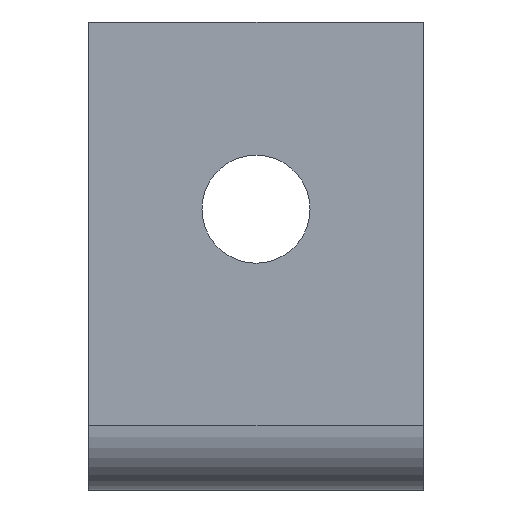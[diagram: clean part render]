
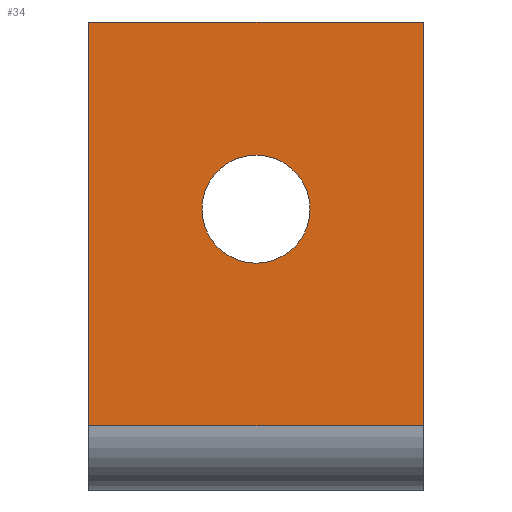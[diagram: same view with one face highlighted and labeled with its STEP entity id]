
A CAD part, left-side view. The second image highlights one B-rep face of the part: STEP entity #34.
In plain terms, the highlighted planar face has unit normal (-1, 0, 0).
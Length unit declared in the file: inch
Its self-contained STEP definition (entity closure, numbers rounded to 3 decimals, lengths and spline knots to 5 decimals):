
#10 = DIRECTION ( 'NONE',  ( -1., 0., 0. ) ) ;
#21 = LINE ( 'NONE', #380, #407 ) ;
#34 = ADVANCED_FACE ( 'NONE', ( #35, #157 ), #442, .T. ) ;
#35 = FACE_BOUND ( 'NONE', #445, .T. ) ;
#43 = ORIENTED_EDGE ( 'NONE', *, *, #467, .F. ) ;
#61 = ORIENTED_EDGE ( 'NONE', *, *, #598, .T. ) ;
#73 = CARTESIAN_POINT ( 'NONE',  ( 0., -0.3125, 0.875 ) ) ;
#84 = VERTEX_POINT ( 'NONE', #73 ) ;
#105 = CARTESIAN_POINT ( 'NONE',  ( 0., -0.3125, 0.875 ) ) ;
#106 = VERTEX_POINT ( 'NONE', #362 ) ;
#119 = DIRECTION ( 'NONE',  ( 1., 0., 0. ) ) ;
#141 = DIRECTION ( 'NONE',  ( 1., 0., 0. ) ) ;
#152 = CARTESIAN_POINT ( 'NONE',  ( 0., 0.3125, 0.12 ) ) ;
#157 = FACE_OUTER_BOUND ( 'NONE', #432, .T. ) ;
#160 = ORIENTED_EDGE ( 'NONE', *, *, #538, .T. ) ;
#163 = AXIS2_PLACEMENT_3D ( 'NONE', #399, #10, #493 ) ;
#170 = DIRECTION ( 'NONE',  ( 0., -1., 0. ) ) ;
#179 = AXIS2_PLACEMENT_3D ( 'NONE', #422, #141, #470 ) ;
#185 = CARTESIAN_POINT ( 'NONE',  ( 0., -0.3125, 0.12 ) ) ;
#195 = DIRECTION ( 'NONE',  ( 0., 0., -1. ) ) ;
#242 = CIRCLE ( 'NONE', #464, 0.101 ) ;
#276 = LINE ( 'NONE', #525, #504 ) ;
#322 = VERTEX_POINT ( 'NONE', #424 ) ;
#335 = VECTOR ( 'NONE', #170, 39.37008 ) ;
#362 = CARTESIAN_POINT ( 'NONE',  ( 0., 0.3125, 0.875 ) ) ;
#366 = EDGE_CURVE ( 'NONE', #510, #322, #603, .T. ) ;
#380 = CARTESIAN_POINT ( 'NONE',  ( 0., 0.3125, 0.875 ) ) ;
#399 = CARTESIAN_POINT ( 'NONE',  ( 0., 0.3125, 0.875 ) ) ;
#402 = CARTESIAN_POINT ( 'NONE',  ( 0., 0., 0.525 ) ) ;
#407 = VECTOR ( 'NONE', #195, 39.37008 ) ;
#411 = ORIENTED_EDGE ( 'NONE', *, *, #366, .T. ) ;
#420 = ORIENTED_EDGE ( 'NONE', *, *, #438, .T. ) ;
#422 = CARTESIAN_POINT ( 'NONE',  ( 0., 0., 0.525 ) ) ;
#424 = CARTESIAN_POINT ( 'NONE',  ( 0., 0., 0.424 ) ) ;
#431 = CARTESIAN_POINT ( 'NONE',  ( 0., 0., 0.626 ) ) ;
#432 = EDGE_LOOP ( 'NONE', ( #539, #43, #420, #61 ) ) ;
#438 = EDGE_CURVE ( 'NONE', #106, #606, #21, .T. ) ;
#442 = PLANE ( 'NONE',  #163 ) ;
#445 = EDGE_LOOP ( 'NONE', ( #160, #411 ) ) ;
#448 = DIRECTION ( 'NONE',  ( 0., 0., -1. ) ) ;
#456 = LINE ( 'NONE', #596, #335 ) ;
#464 = AXIS2_PLACEMENT_3D ( 'NONE', #402, #119, #448 ) ;
#467 = EDGE_CURVE ( 'NONE', #106, #84, #276, .T. ) ;
#470 = DIRECTION ( 'NONE',  ( 0., 0., -1. ) ) ;
#487 = VECTOR ( 'NONE', #576, 39.37008 ) ;
#493 = DIRECTION ( 'NONE',  ( 0., 0., 1. ) ) ;
#503 = EDGE_CURVE ( 'NONE', #84, #619, #612, .T. ) ;
#504 = VECTOR ( 'NONE', #572, 39.37008 ) ;
#510 = VERTEX_POINT ( 'NONE', #431 ) ;
#525 = CARTESIAN_POINT ( 'NONE',  ( 0., 0.3125, 0.875 ) ) ;
#538 = EDGE_CURVE ( 'NONE', #322, #510, #242, .T. ) ;
#539 = ORIENTED_EDGE ( 'NONE', *, *, #503, .F. ) ;
#572 = DIRECTION ( 'NONE',  ( 0., -1., 0. ) ) ;
#576 = DIRECTION ( 'NONE',  ( 0., 0., -1. ) ) ;
#596 = CARTESIAN_POINT ( 'NONE',  ( 0., 0.3125, 0.12 ) ) ;
#598 = EDGE_CURVE ( 'NONE', #606, #619, #456, .T. ) ;
#603 = CIRCLE ( 'NONE', #179, 0.101 ) ;
#606 = VERTEX_POINT ( 'NONE', #152 ) ;
#612 = LINE ( 'NONE', #105, #487 ) ;
#619 = VERTEX_POINT ( 'NONE', #185 ) ;
